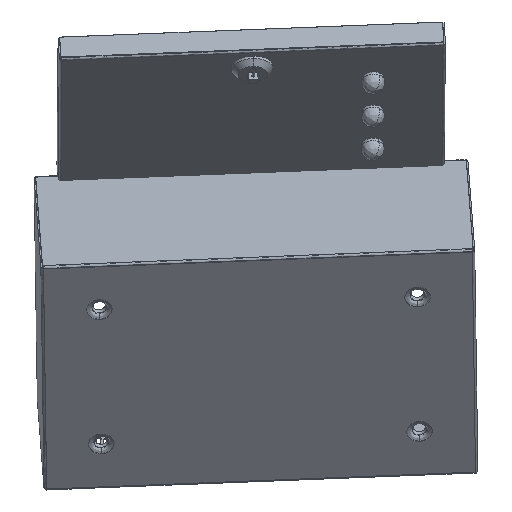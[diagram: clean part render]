
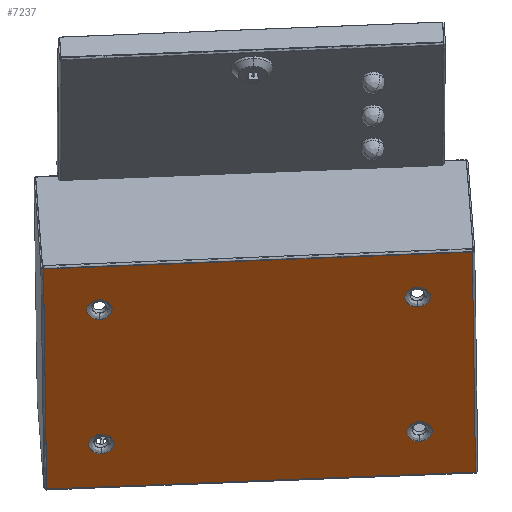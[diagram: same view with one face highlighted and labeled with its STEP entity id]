
A CAD part, left-side view. The second image highlights one B-rep face of the part: STEP entity #7237.
In plain terms, the highlighted free-form (B-spline) face has degree [1, 1] with [2, 2] control points.
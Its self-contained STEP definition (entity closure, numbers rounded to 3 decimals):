
#326 = VERTEX_POINT('',#327);
#327 = CARTESIAN_POINT('',(424.833,1759.694,
    -5758.584));
#479 = EDGE_CURVE('',#480,#326,#482,.T.);
#480 = VERTEX_POINT('',#481);
#481 = CARTESIAN_POINT('',(412.207,2175.16,
    -5774.97));
#482 = B_SPLINE_CURVE_WITH_KNOTS('',1,(#483,#484),.UNSPECIFIED.,.F.,.F.,
  (2,2),(0.595,297.122),.PIECEWISE_BEZIER_KNOTS.);
#483 = CARTESIAN_POINT('',(412.207,2175.16,
    -5774.97));
#484 = CARTESIAN_POINT('',(424.833,1759.694,
    -5758.584));
#7237 = ADVANCED_FACE('',(#7238,#7260,#7282,#7304,#7326),#7348,.F.);
#7238 = FACE_BOUND('',#7239,.T.);
#7239 = EDGE_LOOP('',(#7240,#7252));
#7240 = ORIENTED_EDGE('',*,*,#7241,.F.);
#7241 = EDGE_CURVE('',#7242,#7244,#7246,.T.);
#7242 = VERTEX_POINT('',#7243);
#7243 = CARTESIAN_POINT('',(381.345,1814.047,
    -5709.645));
#7244 = VERTEX_POINT('',#7245);
#7245 = CARTESIAN_POINT('',(397.,1813.77,
    -5728.738));
#7246 = ( BOUNDED_CURVE() B_SPLINE_CURVE(2,(#7247,#7248,#7249,#7250,
#7251),.UNSPECIFIED.,.F.,.F.) B_SPLINE_CURVE_WITH_KNOTS((3,2,3),(0.,
1.571,3.142),.PIECEWISE_BEZIER_KNOTS.) CURVE() 
GEOMETRIC_REPRESENTATION_ITEM() RATIONAL_B_SPLINE_CURVE((1.,
0.707,1.,0.707,1.)) REPRESENTATION_ITEM('') );
#7247 = CARTESIAN_POINT('',(381.345,1814.047,
    -5709.645));
#7248 = CARTESIAN_POINT('',(380.971,1826.378,
    -5710.131));
#7249 = CARTESIAN_POINT('',(388.798,1826.239,
    -5719.678));
#7250 = CARTESIAN_POINT('',(396.625,1826.101,
    -5729.225));
#7251 = CARTESIAN_POINT('',(397.,1813.77,
    -5728.738));
#7252 = ORIENTED_EDGE('',*,*,#7253,.F.);
#7253 = EDGE_CURVE('',#7244,#7242,#7254,.T.);
#7254 = ( BOUNDED_CURVE() B_SPLINE_CURVE(2,(#7255,#7256,#7257,#7258,
#7259),.UNSPECIFIED.,.F.,.F.) B_SPLINE_CURVE_WITH_KNOTS((3,2,3),(
    3.142,4.712,6.283),
.PIECEWISE_BEZIER_KNOTS.) CURVE() GEOMETRIC_REPRESENTATION_ITEM() 
RATIONAL_B_SPLINE_CURVE((1.,0.707,1.,0.707,1.)) 
REPRESENTATION_ITEM('') );
#7255 = CARTESIAN_POINT('',(397.,1813.77,
    -5728.738));
#7256 = CARTESIAN_POINT('',(397.375,1801.439,
    -5728.252));
#7257 = CARTESIAN_POINT('',(389.548,1801.578,
    -5718.705));
#7258 = CARTESIAN_POINT('',(381.72,1801.716,
    -5709.158));
#7259 = CARTESIAN_POINT('',(381.345,1814.047,
    -5709.645));
#7260 = FACE_BOUND('',#7261,.T.);
#7261 = EDGE_LOOP('',(#7262,#7274));
#7262 = ORIENTED_EDGE('',*,*,#7263,.F.);
#7263 = EDGE_CURVE('',#7264,#7266,#7268,.T.);
#7264 = VERTEX_POINT('',#7265);
#7265 = CARTESIAN_POINT('',(274.618,1815.937,
    -5579.474));
#7266 = VERTEX_POINT('',#7267);
#7267 = CARTESIAN_POINT('',(290.273,1815.66,
    -5598.567));
#7268 = ( BOUNDED_CURVE() B_SPLINE_CURVE(2,(#7269,#7270,#7271,#7272,
#7273),.UNSPECIFIED.,.F.,.F.) B_SPLINE_CURVE_WITH_KNOTS((3,2,3),(0.,
1.571,3.142),.PIECEWISE_BEZIER_KNOTS.) CURVE() 
GEOMETRIC_REPRESENTATION_ITEM() RATIONAL_B_SPLINE_CURVE((1.,
0.707,1.,0.707,1.)) REPRESENTATION_ITEM('') );
#7269 = CARTESIAN_POINT('',(274.618,1815.937,
    -5579.474));
#7270 = CARTESIAN_POINT('',(274.243,1828.268,
    -5579.96));
#7271 = CARTESIAN_POINT('',(282.071,1828.13,
    -5589.507));
#7272 = CARTESIAN_POINT('',(289.898,1827.991,
    -5599.054));
#7273 = CARTESIAN_POINT('',(290.273,1815.66,
    -5598.567));
#7274 = ORIENTED_EDGE('',*,*,#7275,.F.);
#7275 = EDGE_CURVE('',#7266,#7264,#7276,.T.);
#7276 = ( BOUNDED_CURVE() B_SPLINE_CURVE(2,(#7277,#7278,#7279,#7280,
#7281),.UNSPECIFIED.,.F.,.F.) B_SPLINE_CURVE_WITH_KNOTS((3,2,3),(
    3.142,4.712,6.283),
.PIECEWISE_BEZIER_KNOTS.) CURVE() GEOMETRIC_REPRESENTATION_ITEM() 
RATIONAL_B_SPLINE_CURVE((1.,0.707,1.,0.707,1.)) 
REPRESENTATION_ITEM('') );
#7277 = CARTESIAN_POINT('',(290.273,1815.66,
    -5598.567));
#7278 = CARTESIAN_POINT('',(290.648,1803.329,
    -5598.081));
#7279 = CARTESIAN_POINT('',(282.82,1803.468,
    -5588.534));
#7280 = CARTESIAN_POINT('',(274.993,1803.607,
    -5578.987));
#7281 = CARTESIAN_POINT('',(274.618,1815.937,
    -5579.474));
#7282 = FACE_BOUND('',#7283,.T.);
#7283 = EDGE_LOOP('',(#7284,#7296));
#7284 = ORIENTED_EDGE('',*,*,#7285,.F.);
#7285 = EDGE_CURVE('',#7286,#7288,#7290,.T.);
#7286 = VERTEX_POINT('',#7287);
#7287 = CARTESIAN_POINT('',(265.25,2124.181,
    -5591.631));
#7288 = VERTEX_POINT('',#7289);
#7289 = CARTESIAN_POINT('',(280.905,2123.904,
    -5610.725));
#7290 = ( BOUNDED_CURVE() B_SPLINE_CURVE(2,(#7291,#7292,#7293,#7294,
#7295),.UNSPECIFIED.,.F.,.F.) B_SPLINE_CURVE_WITH_KNOTS((3,2,3),(0.,
1.571,3.142),.PIECEWISE_BEZIER_KNOTS.) CURVE() 
GEOMETRIC_REPRESENTATION_ITEM() RATIONAL_B_SPLINE_CURVE((1.,
0.707,1.,0.707,1.)) REPRESENTATION_ITEM('') );
#7291 = CARTESIAN_POINT('',(265.25,2124.181,
    -5591.631));
#7292 = CARTESIAN_POINT('',(264.876,2136.512,
    -5592.117));
#7293 = CARTESIAN_POINT('',(272.703,2136.373,
    -5601.664));
#7294 = CARTESIAN_POINT('',(280.53,2136.235,
    -5611.211));
#7295 = CARTESIAN_POINT('',(280.905,2123.904,
    -5610.725));
#7296 = ORIENTED_EDGE('',*,*,#7297,.F.);
#7297 = EDGE_CURVE('',#7288,#7286,#7298,.T.);
#7298 = ( BOUNDED_CURVE() B_SPLINE_CURVE(2,(#7299,#7300,#7301,#7302,
#7303),.UNSPECIFIED.,.F.,.F.) B_SPLINE_CURVE_WITH_KNOTS((3,2,3),(
    3.142,4.712,6.283),
.PIECEWISE_BEZIER_KNOTS.) CURVE() GEOMETRIC_REPRESENTATION_ITEM() 
RATIONAL_B_SPLINE_CURVE((1.,0.707,1.,0.707,1.)) 
REPRESENTATION_ITEM('') );
#7299 = CARTESIAN_POINT('',(280.905,2123.904,
    -5610.725));
#7300 = CARTESIAN_POINT('',(281.28,2111.573,
    -5610.238));
#7301 = CARTESIAN_POINT('',(273.453,2111.712,
    -5600.691));
#7302 = CARTESIAN_POINT('',(265.625,2111.85,
    -5591.145));
#7303 = CARTESIAN_POINT('',(265.25,2124.181,
    -5591.631));
#7304 = FACE_BOUND('',#7305,.T.);
#7305 = EDGE_LOOP('',(#7306,#7318));
#7306 = ORIENTED_EDGE('',*,*,#7307,.F.);
#7307 = EDGE_CURVE('',#7308,#7310,#7312,.T.);
#7308 = VERTEX_POINT('',#7309);
#7309 = CARTESIAN_POINT('',(371.978,2122.291,
    -5721.802));
#7310 = VERTEX_POINT('',#7311);
#7311 = CARTESIAN_POINT('',(387.632,2122.013,
    -5740.896));
#7312 = ( BOUNDED_CURVE() B_SPLINE_CURVE(2,(#7313,#7314,#7315,#7316,
#7317),.UNSPECIFIED.,.F.,.F.) B_SPLINE_CURVE_WITH_KNOTS((3,2,3),(0.,
1.571,3.142),.PIECEWISE_BEZIER_KNOTS.) CURVE() 
GEOMETRIC_REPRESENTATION_ITEM() RATIONAL_B_SPLINE_CURVE((1.,
0.707,1.,0.707,1.)) REPRESENTATION_ITEM('') );
#7313 = CARTESIAN_POINT('',(371.978,2122.291,
    -5721.802));
#7314 = CARTESIAN_POINT('',(371.603,2134.622,
    -5722.288));
#7315 = CARTESIAN_POINT('',(379.43,2134.483,
    -5731.835));
#7316 = CARTESIAN_POINT('',(387.258,2134.344,
    -5741.382));
#7317 = CARTESIAN_POINT('',(387.632,2122.013,
    -5740.896));
#7318 = ORIENTED_EDGE('',*,*,#7319,.F.);
#7319 = EDGE_CURVE('',#7310,#7308,#7320,.T.);
#7320 = ( BOUNDED_CURVE() B_SPLINE_CURVE(2,(#7321,#7322,#7323,#7324,
#7325),.UNSPECIFIED.,.F.,.F.) B_SPLINE_CURVE_WITH_KNOTS((3,2,3),(
    3.142,4.712,6.283),
.PIECEWISE_BEZIER_KNOTS.) CURVE() GEOMETRIC_REPRESENTATION_ITEM() 
RATIONAL_B_SPLINE_CURVE((1.,0.707,1.,0.707,1.)) 
REPRESENTATION_ITEM('') );
#7321 = CARTESIAN_POINT('',(387.632,2122.013,
    -5740.896));
#7322 = CARTESIAN_POINT('',(388.007,2109.683,
    -5740.409));
#7323 = CARTESIAN_POINT('',(380.18,2109.821,
    -5730.862));
#7324 = CARTESIAN_POINT('',(372.352,2109.96,
    -5721.316));
#7325 = CARTESIAN_POINT('',(371.978,2122.291,
    -5721.802));
#7326 = FACE_BOUND('',#7327,.T.);
#7327 = EDGE_LOOP('',(#7328,#7335,#7342,#7347));
#7328 = ORIENTED_EDGE('',*,*,#7329,.T.);
#7329 = EDGE_CURVE('',#326,#7330,#7332,.T.);
#7330 = VERTEX_POINT('',#7331);
#7331 = CARTESIAN_POINT('',(250.044,1762.79,
    -5545.4));
#7332 = B_SPLINE_CURVE_WITH_KNOTS('',1,(#7333,#7334),.UNSPECIFIED.,.F.,
  .F.,(2,2),(0.595,197.122),.PIECEWISE_BEZIER_KNOTS.);
#7333 = CARTESIAN_POINT('',(424.833,1759.694,
    -5758.584));
#7334 = CARTESIAN_POINT('',(250.044,1762.79,
    -5545.4));
#7335 = ORIENTED_EDGE('',*,*,#7336,.T.);
#7336 = EDGE_CURVE('',#7330,#7337,#7339,.T.);
#7337 = VERTEX_POINT('',#7338);
#7338 = CARTESIAN_POINT('',(237.417,2178.256,
    -5561.786));
#7339 = B_SPLINE_CURVE_WITH_KNOTS('',1,(#7340,#7341),.UNSPECIFIED.,.F.,
  .F.,(2,2),(0.595,297.122),.PIECEWISE_BEZIER_KNOTS.);
#7340 = CARTESIAN_POINT('',(250.044,1762.79,
    -5545.4));
#7341 = CARTESIAN_POINT('',(237.417,2178.256,
    -5561.786));
#7342 = ORIENTED_EDGE('',*,*,#7343,.T.);
#7343 = EDGE_CURVE('',#7337,#480,#7344,.T.);
#7344 = B_SPLINE_CURVE_WITH_KNOTS('',1,(#7345,#7346),.UNSPECIFIED.,.F.,
  .F.,(2,2),(0.595,197.122),.PIECEWISE_BEZIER_KNOTS.);
#7345 = CARTESIAN_POINT('',(237.417,2178.256,
    -5561.786));
#7346 = CARTESIAN_POINT('',(412.207,2175.16,
    -5774.97));
#7347 = ORIENTED_EDGE('',*,*,#479,.T.);
#7348 = B_SPLINE_SURFACE_WITH_KNOTS('',1,1,(
    (#7349,#7350)
    ,(#7351,#7352
    )),.UNSPECIFIED.,.F.,.F.,.F.,(2,2),(2,2),(-98.263,98.263),(
    -148.263,148.263),.PIECEWISE_BEZIER_KNOTS.);
#7349 = CARTESIAN_POINT('',(250.044,1762.79,
    -5545.4));
#7350 = CARTESIAN_POINT('',(237.417,2178.256,
    -5561.786));
#7351 = CARTESIAN_POINT('',(424.833,1759.694,
    -5758.584));
#7352 = CARTESIAN_POINT('',(412.207,2175.16,
    -5774.97));
